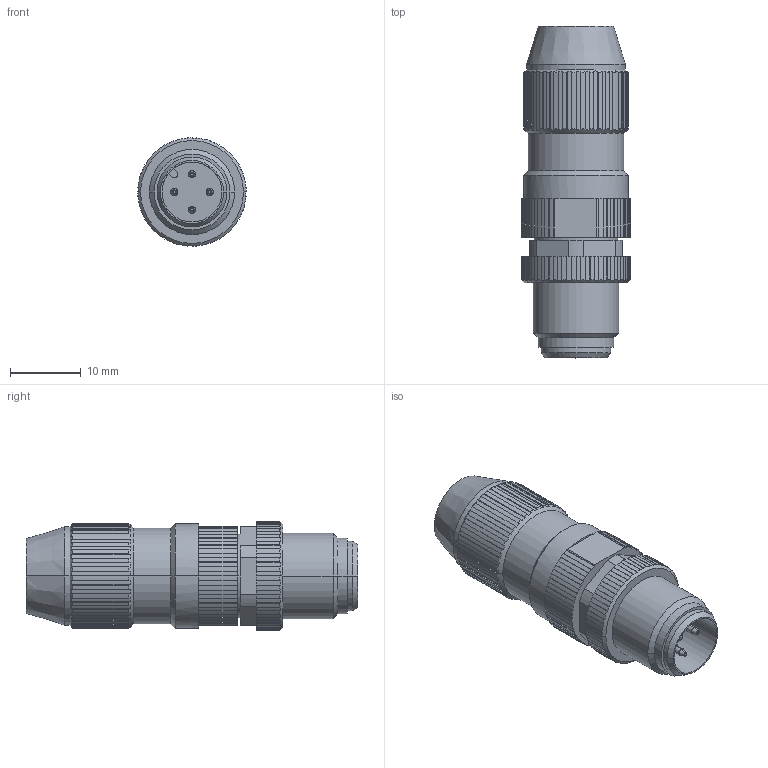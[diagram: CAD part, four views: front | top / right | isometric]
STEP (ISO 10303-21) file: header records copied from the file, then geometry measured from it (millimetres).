
FILE_DESCRIPTION (( 'STEP AP214' ), '1' );
FILE_NAME ('7000-12491-0000000.STEP', '2018-05-07T19:54:15', ( '' ), ( '' ), 'SwSTEP 2.0', 'SolidWorks 2017', '' );
FILE_SCHEMA (( 'AUTOMOTIVE_DESIGN' ));
Length unit declared in the file: millimetre
Products named in the file (1): 7000-12491-0000000
Bounding box: 15.3 x 46.75 x 15.3 mm (x, y, z)
Volume: 6072.5 mm3; surface area: 3026.7 mm2
Topology: 1 solids, 1 shells, 502 faces, 1414 edges, 926 vertices
Faces by surface type: cylinder 235, plane 227, cone 22, torus 18
Entity records: 21882 total; most frequent: DIRECTION 2948, CARTESIAN_POINT 2843, ORIENTED_EDGE 2828, EDGE_CURVE 1414, AXIS2_PLACEMENT_3D 1031, VERTEX_POINT 926, LINE 886, VECTOR 886
